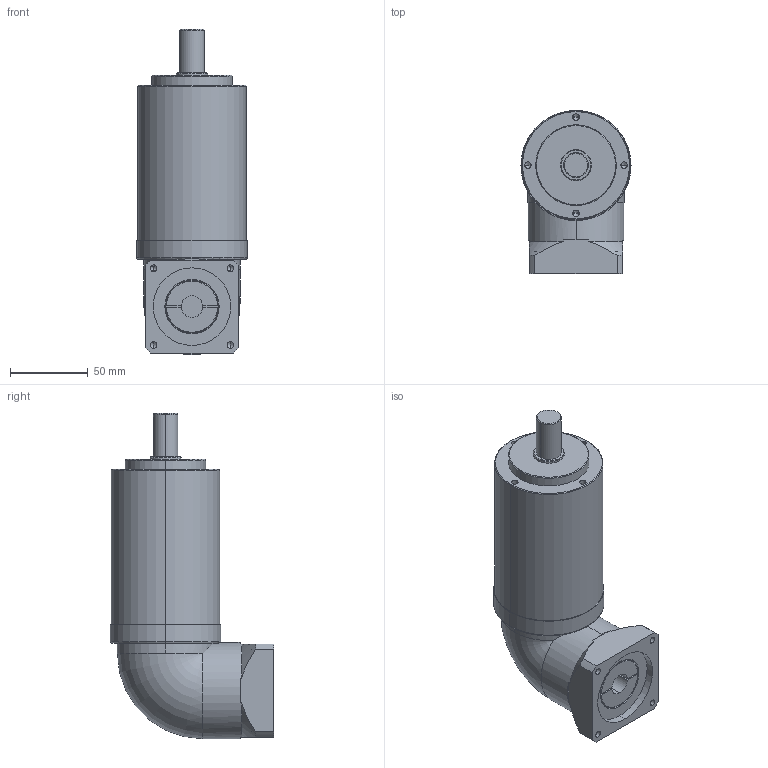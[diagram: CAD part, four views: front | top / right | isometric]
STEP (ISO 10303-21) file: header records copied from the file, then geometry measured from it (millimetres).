
FILE_DESCRIPTION (( 'STEP AP203' ), '1' );
FILE_NAME ('EVL70-L3-14-50-70.STEP', '2022-06-16T05:02:22', ( 'PC' ), ( 'Microsoft' ), 'SwSTEP 2.0', 'SolidWorks 2016', '' );
FILE_SCHEMA (( 'CONFIG_CONTROL_DESIGN' ));
Length unit declared in the file: millimetre
Products named in the file (1): EVL70-L3-14-50-70
Bounding box: 71 x 105.1 x 209.7 mm (x, y, z)
Volume: 714195.3 mm3; surface area: 64456 mm2
Topology: 1 solids, 1 shells, 109 faces, 272 edges, 163 vertices
Faces by surface type: cylinder 46, cone 31, plane 29, torus 3
Entity records: 3373 total; most frequent: CARTESIAN_POINT 726, DIRECTION 576, ORIENTED_EDGE 508, EDGE_CURVE 254, AXIS2_PLACEMENT_3D 231, VERTEX_POINT 163, EDGE_LOOP 125, CIRCLE 121
